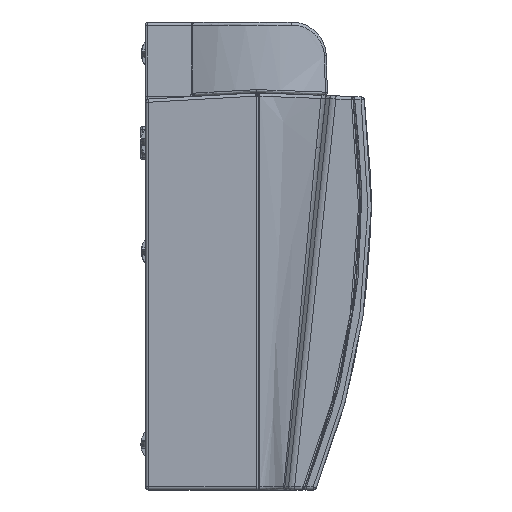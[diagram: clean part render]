
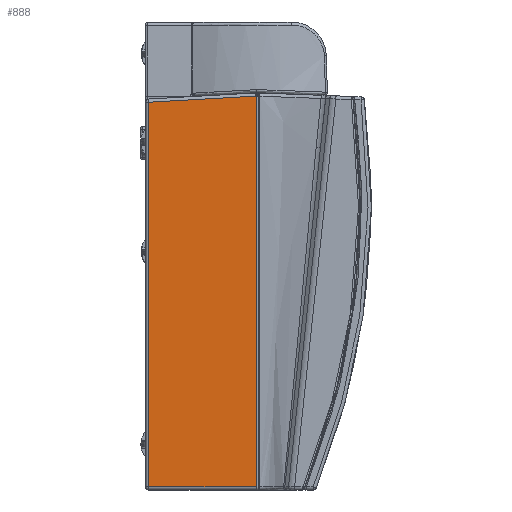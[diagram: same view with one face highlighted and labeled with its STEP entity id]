
A CAD part, front view. The second image highlights one B-rep face of the part: STEP entity #888.
In plain terms, the highlighted planar face has unit normal (-0.044, -0.999, 0).
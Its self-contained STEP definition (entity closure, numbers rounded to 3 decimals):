
#259=CARTESIAN_POINT('Vertex',(34.767,-117.441,-145.155)) ;
#262=CARTESIAN_POINT('Line Origine',(26.597,-117.084,-145.155)) ;
#266=CARTESIAN_POINT('Vertex',(0.956,-115.961,-145.155)) ;
#847=CARTESIAN_POINT('Axis2P3D Location',(-2.506,-115.81,0.)) ;
#852=CARTESIAN_POINT('Line Origine',(34.767,-117.441,-83.997)) ;
#856=CARTESIAN_POINT('Vertex',(34.767,-117.441,-22.84)) ;
#860=CARTESIAN_POINT('Control Point',(34.562,-117.432,-22.846)) ;
#861=CARTESIAN_POINT('Control Point',(34.603,-117.434,-22.844)) ;
#862=CARTESIAN_POINT('Control Point',(34.644,-117.436,-22.842)) ;
#863=CARTESIAN_POINT('Control Point',(34.685,-117.438,-22.841)) ;
#864=CARTESIAN_POINT('Control Point',(34.726,-117.439,-22.84)) ;
#865=CARTESIAN_POINT('Control Point',(34.767,-117.441,-22.84)) ;
#866=CARTESIAN_POINT('Vertex',(34.562,-117.432,-22.846)) ;
#869=CARTESIAN_POINT('Line Origine',(17.759,-116.697,-23.801)) ;
#873=CARTESIAN_POINT('Vertex',(0.956,-115.961,-24.756)) ;
#876=CARTESIAN_POINT('Line Origine',(0.956,-115.961,-84.956)) ;
#263=DIRECTION('Vector Direction',(0.999,-0.044,0.)) ;
#848=DIRECTION('Axis2P3D Direction',(-0.044,-0.999,0.)) ;
#849=DIRECTION('Axis2P3D XDirection',(0.999,-0.044,0.)) ;
#853=DIRECTION('Vector Direction',(0.,0.,-1.)) ;
#870=DIRECTION('Vector Direction',(0.997,-0.044,0.057)) ;
#877=DIRECTION('Vector Direction',(0.,0.,1.)) ;
#850=AXIS2_PLACEMENT_3D('Plane Axis2P3D',#847,#848,#849) ;
#882=ORIENTED_EDGE('',*,*,#268,.F.) ;
#883=ORIENTED_EDGE('',*,*,#858,.F.) ;
#884=ORIENTED_EDGE('',*,*,#868,.T.) ;
#885=ORIENTED_EDGE('',*,*,#875,.T.) ;
#886=ORIENTED_EDGE('',*,*,#880,.F.) ;
#264=VECTOR('Line Direction',#263,1.) ;
#854=VECTOR('Line Direction',#853,1.) ;
#871=VECTOR('Line Direction',#870,1.) ;
#878=VECTOR('Line Direction',#877,1.) ;
#888=ADVANCED_FACE('Body.3',(#887),#851,.T.) ;
#859=B_SPLINE_CURVE_WITH_KNOTS('',5,(#860,#861,#862,#863,#864,#865),.UNSPECIFIED.,.F.,.U.,(6,6),(19.824,20.152),.UNSPECIFIED.) ;
#268=EDGE_CURVE('',#260,#267,#265,.F.) ;
#858=EDGE_CURVE('',#857,#260,#855,.T.) ;
#868=EDGE_CURVE('',#857,#867,#859,.F.) ;
#875=EDGE_CURVE('',#867,#874,#872,.F.) ;
#880=EDGE_CURVE('',#267,#874,#879,.T.) ;
#881=EDGE_LOOP('',(#882,#883,#884,#885,#886)) ;
#887=FACE_OUTER_BOUND('',#881,.T.) ;
#265=LINE('Line',#262,#264) ;
#855=LINE('Line',#852,#854) ;
#872=LINE('Line',#869,#871) ;
#879=LINE('Line',#876,#878) ;
#851=PLANE('',#850) ;
#260=VERTEX_POINT('',#259) ;
#267=VERTEX_POINT('',#266) ;
#857=VERTEX_POINT('',#856) ;
#867=VERTEX_POINT('',#866) ;
#874=VERTEX_POINT('',#873) ;
